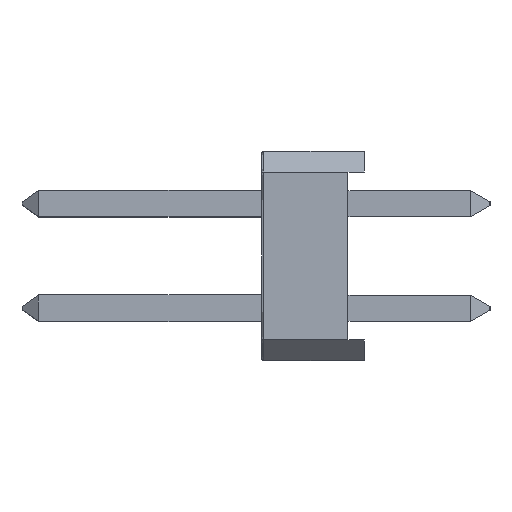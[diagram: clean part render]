
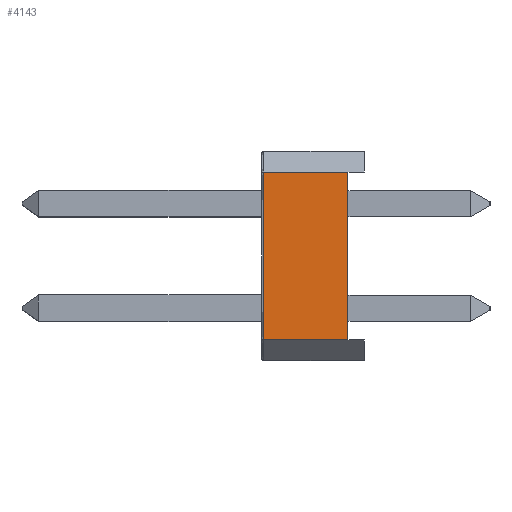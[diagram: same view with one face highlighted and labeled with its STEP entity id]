
A CAD part, left-side view. The second image highlights one B-rep face of the part: STEP entity #4143.
In plain terms, the highlighted free-form (B-spline) face has degree [1, 1] with [2, 2] control points.
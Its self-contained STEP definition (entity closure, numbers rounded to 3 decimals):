
#4143 = ADVANCED_FACE('',(#4144),#4158,.T.);
#4144 = FACE_BOUND('',#4145,.T.);
#4145 = EDGE_LOOP('',(#4146,#4168,#4183,#4198));
#4146 = ORIENTED_EDGE('',*,*,#4147,.T.);
#4147 = EDGE_CURVE('',#4148,#4150,#4152,.T.);
#4148 = VERTEX_POINT('',#4149);
#4149 = CARTESIAN_POINT('',(-1.27,0.,2.04));
#4150 = VERTEX_POINT('',#4151);
#4151 = CARTESIAN_POINT('',(-1.27,0.,-2.04));
#4152 = SURFACE_CURVE('',#4153,(#4157),.PCURVE_S1.);
#4153 = LINE('',#4154,#4155);
#4154 = CARTESIAN_POINT('',(-1.27,0.,2.04));
#4155 = VECTOR('',#4156,1.);
#4156 = DIRECTION('',(0.,0.,-1.));
#4157 = PCURVE('',#4158,#4163);
#4158 = B_SPLINE_SURFACE_WITH_KNOTS('',1,1,(
    (#4159,#4160)
    ,(#4161,#4162
    )),.UNSPECIFIED.,.F.,.F.,.F.,(2,2),(2,2),(0.,1.),(0.,1.),
  .PIECEWISE_BEZIER_KNOTS.);
#4159 = CARTESIAN_POINT('',(-1.27,0.,2.04));
#4160 = CARTESIAN_POINT('',(-1.27,2.05,2.04));
#4161 = CARTESIAN_POINT('',(-1.27,0.,-2.04));
#4162 = CARTESIAN_POINT('',(-1.27,2.05,-2.04));
#4163 = DEFINITIONAL_REPRESENTATION('',(#4164),#4167);
#4164 = B_SPLINE_CURVE_WITH_KNOTS('',1,(#4165,#4166),.UNSPECIFIED.,.F.,
  .F.,(2,2),(0.,4.08),.PIECEWISE_BEZIER_KNOTS.);
#4165 = CARTESIAN_POINT('',(0.,0.));
#4166 = CARTESIAN_POINT('',(1.,0.));
#4167 = ( GEOMETRIC_REPRESENTATION_CONTEXT(2) 
PARAMETRIC_REPRESENTATION_CONTEXT() REPRESENTATION_CONTEXT('2D SPACE',''
  ) );
#4168 = ORIENTED_EDGE('',*,*,#4169,.T.);
#4169 = EDGE_CURVE('',#4150,#4170,#4172,.T.);
#4170 = VERTEX_POINT('',#4171);
#4171 = CARTESIAN_POINT('',(-1.27,2.05,-2.04));
#4172 = SURFACE_CURVE('',#4173,(#4177),.PCURVE_S1.);
#4173 = LINE('',#4174,#4175);
#4174 = CARTESIAN_POINT('',(-1.27,0.,-2.04));
#4175 = VECTOR('',#4176,1.);
#4176 = DIRECTION('',(0.,1.,0.));
#4177 = PCURVE('',#4158,#4178);
#4178 = DEFINITIONAL_REPRESENTATION('',(#4179),#4182);
#4179 = B_SPLINE_CURVE_WITH_KNOTS('',1,(#4180,#4181),.UNSPECIFIED.,.F.,
  .F.,(2,2),(0.,2.05),.PIECEWISE_BEZIER_KNOTS.);
#4180 = CARTESIAN_POINT('',(1.,0.));
#4181 = CARTESIAN_POINT('',(1.,1.));
#4182 = ( GEOMETRIC_REPRESENTATION_CONTEXT(2) 
PARAMETRIC_REPRESENTATION_CONTEXT() REPRESENTATION_CONTEXT('2D SPACE',''
  ) );
#4183 = ORIENTED_EDGE('',*,*,#4184,.T.);
#4184 = EDGE_CURVE('',#4170,#4185,#4187,.T.);
#4185 = VERTEX_POINT('',#4186);
#4186 = CARTESIAN_POINT('',(-1.27,2.05,2.04));
#4187 = SURFACE_CURVE('',#4188,(#4192),.PCURVE_S1.);
#4188 = LINE('',#4189,#4190);
#4189 = CARTESIAN_POINT('',(-1.27,2.05,-2.04));
#4190 = VECTOR('',#4191,1.);
#4191 = DIRECTION('',(0.,0.,1.));
#4192 = PCURVE('',#4158,#4193);
#4193 = DEFINITIONAL_REPRESENTATION('',(#4194),#4197);
#4194 = B_SPLINE_CURVE_WITH_KNOTS('',1,(#4195,#4196),.UNSPECIFIED.,.F.,
  .F.,(2,2),(0.,4.08),.PIECEWISE_BEZIER_KNOTS.);
#4195 = CARTESIAN_POINT('',(1.,1.));
#4196 = CARTESIAN_POINT('',(0.,1.));
#4197 = ( GEOMETRIC_REPRESENTATION_CONTEXT(2) 
PARAMETRIC_REPRESENTATION_CONTEXT() REPRESENTATION_CONTEXT('2D SPACE',''
  ) );
#4198 = ORIENTED_EDGE('',*,*,#4199,.T.);
#4199 = EDGE_CURVE('',#4185,#4148,#4200,.T.);
#4200 = SURFACE_CURVE('',#4201,(#4205),.PCURVE_S1.);
#4201 = LINE('',#4202,#4203);
#4202 = CARTESIAN_POINT('',(-1.27,2.05,2.04));
#4203 = VECTOR('',#4204,1.);
#4204 = DIRECTION('',(0.,-1.,0.));
#4205 = PCURVE('',#4158,#4206);
#4206 = DEFINITIONAL_REPRESENTATION('',(#4207),#4210);
#4207 = B_SPLINE_CURVE_WITH_KNOTS('',1,(#4208,#4209),.UNSPECIFIED.,.F.,
  .F.,(2,2),(0.,2.05),.PIECEWISE_BEZIER_KNOTS.);
#4208 = CARTESIAN_POINT('',(0.,1.));
#4209 = CARTESIAN_POINT('',(0.,0.));
#4210 = ( GEOMETRIC_REPRESENTATION_CONTEXT(2) 
PARAMETRIC_REPRESENTATION_CONTEXT() REPRESENTATION_CONTEXT('2D SPACE',''
  ) );
